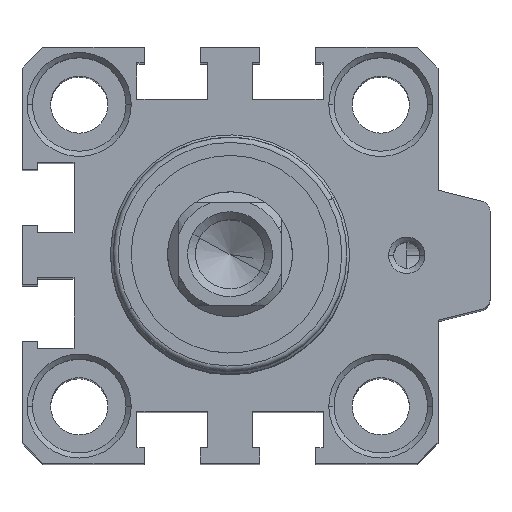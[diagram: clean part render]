
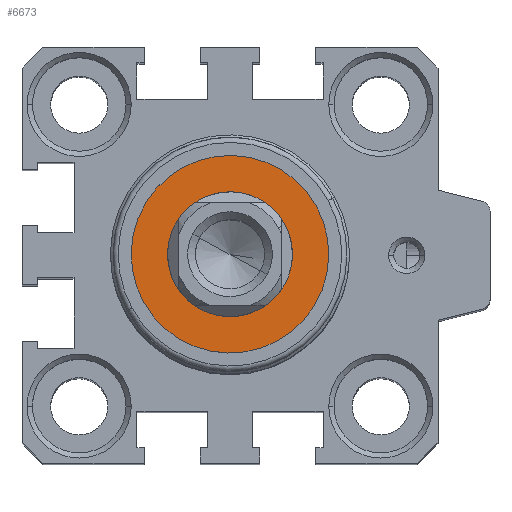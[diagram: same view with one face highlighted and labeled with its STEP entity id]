
A CAD part, top view. The second image highlights one B-rep face of the part: STEP entity #6673.
In plain terms, the highlighted planar face has unit normal (0, 0, 1).
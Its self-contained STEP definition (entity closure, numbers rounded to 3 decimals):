
#6483=CARTESIAN_POINT('Vertex',(-5.265,-2.877,55.75)) ;
#6486=CARTESIAN_POINT('Axis2P3D Location',(0.,0.,55.75)) ;
#6490=CARTESIAN_POINT('Vertex',(5.265,2.877,55.75)) ;
#6567=CARTESIAN_POINT('Axis2P3D Location',(0.,0.,55.75)) ;
#6646=CARTESIAN_POINT('Axis2P3D Location',(9.5,0.,55.75)) ;
#6651=CARTESIAN_POINT('Axis2P3D Location',(0.,0.,55.75)) ;
#6655=CARTESIAN_POINT('Vertex',(-8.337,-4.555,55.75)) ;
#6657=CARTESIAN_POINT('Vertex',(8.337,4.555,55.75)) ;
#6660=CARTESIAN_POINT('Axis2P3D Location',(0.,0.,55.75)) ;
#6487=DIRECTION('Axis2P3D Direction',(0.,0.,1.)) ;
#6568=DIRECTION('Axis2P3D Direction',(0.,0.,1.)) ;
#6647=DIRECTION('Axis2P3D Direction',(0.,0.,1.)) ;
#6648=DIRECTION('Axis2P3D XDirection',(1.,0.,0.)) ;
#6652=DIRECTION('Axis2P3D Direction',(0.,0.,1.)) ;
#6661=DIRECTION('Axis2P3D Direction',(0.,0.,1.)) ;
#6488=AXIS2_PLACEMENT_3D('Circle Axis2P3D',#6486,#6487,$) ;
#6569=AXIS2_PLACEMENT_3D('Circle Axis2P3D',#6567,#6568,$) ;
#6649=AXIS2_PLACEMENT_3D('Plane Axis2P3D',#6646,#6647,#6648) ;
#6653=AXIS2_PLACEMENT_3D('Circle Axis2P3D',#6651,#6652,$) ;
#6662=AXIS2_PLACEMENT_3D('Circle Axis2P3D',#6660,#6661,$) ;
#6666=ORIENTED_EDGE('',*,*,#6659,.T.) ;
#6667=ORIENTED_EDGE('',*,*,#6664,.T.) ;
#6670=ORIENTED_EDGE('',*,*,#6571,.F.) ;
#6671=ORIENTED_EDGE('',*,*,#6492,.F.) ;
#6672=FACE_BOUND('',#6669,.T.) ;
#6673=ADVANCED_FACE('ausgefahren',(#6668,#6672),#6650,.T.) ;
#6489=CIRCLE('generated circle',#6488,6.) ;
#6570=CIRCLE('generated circle',#6569,6.) ;
#6654=CIRCLE('generated circle',#6653,9.5) ;
#6663=CIRCLE('generated circle',#6662,9.5) ;
#6492=EDGE_CURVE('',#6484,#6491,#6489,.T.) ;
#6571=EDGE_CURVE('',#6491,#6484,#6570,.T.) ;
#6659=EDGE_CURVE('',#6656,#6658,#6654,.T.) ;
#6664=EDGE_CURVE('',#6658,#6656,#6663,.T.) ;
#6665=EDGE_LOOP('',(#6666,#6667)) ;
#6669=EDGE_LOOP('',(#6670,#6671)) ;
#6668=FACE_OUTER_BOUND('',#6665,.T.) ;
#6650=PLANE('Plane',#6649) ;
#6484=VERTEX_POINT('',#6483) ;
#6491=VERTEX_POINT('',#6490) ;
#6656=VERTEX_POINT('',#6655) ;
#6658=VERTEX_POINT('',#6657) ;
